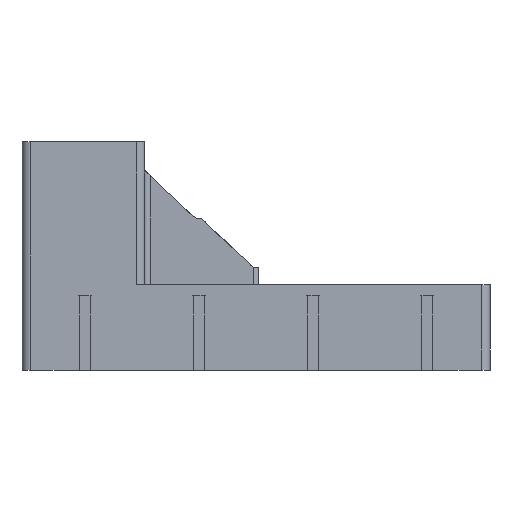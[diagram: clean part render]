
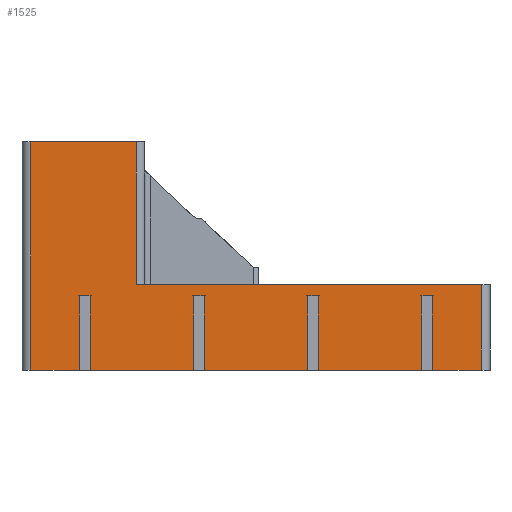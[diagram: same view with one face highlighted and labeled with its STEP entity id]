
A CAD part, left-side view. The second image highlights one B-rep face of the part: STEP entity #1525.
In plain terms, the highlighted planar face has unit normal (-1, 0, 0).
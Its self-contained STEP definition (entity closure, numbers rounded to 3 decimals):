
#252 = VERTEX_POINT('',#253);
#253 = CARTESIAN_POINT('',(-102.,2.,30.));
#260 = EDGE_CURVE('',#261,#252,#263,.T.);
#261 = VERTEX_POINT('',#262);
#262 = CARTESIAN_POINT('',(-102.,-1.,30.));
#263 = LINE('',#264,#265);
#264 = CARTESIAN_POINT('',(-102.,-45.675,30.));
#265 = VECTOR('',#266,1.);
#266 = DIRECTION('',(0.,1.,0.));
#268 = EDGE_CURVE('',#261,#269,#271,.T.);
#269 = VERTEX_POINT('',#270);
#270 = CARTESIAN_POINT('',(-102.,-119.,30.));
#271 = LINE('',#272,#273);
#272 = CARTESIAN_POINT('',(-102.,-1.,30.));
#273 = VECTOR('',#274,1.);
#274 = DIRECTION('',(0.,-1.,0.));
#1481 = VERTEX_POINT('',#1482);
#1482 = CARTESIAN_POINT('',(-102.,-119.,0.));
#1489 = EDGE_CURVE('',#1481,#269,#1490,.T.);
#1490 = LINE('',#1491,#1492);
#1491 = CARTESIAN_POINT('',(-102.,-119.,0.));
#1492 = VECTOR('',#1493,1.);
#1493 = DIRECTION('',(0.,0.,1.));
#1525 = ADVANCED_FACE('',(#1526),#1689,.T.);
#1526 = FACE_BOUND('',#1527,.T.);
#1527 = EDGE_LOOP('',(#1528,#1529,#1530,#1538,#1546,#1554,#1562,#1570,
    #1578,#1586,#1594,#1602,#1610,#1618,#1626,#1634,#1642,#1650,#1658,
    #1666,#1674,#1682,#1688));
#1528 = ORIENTED_EDGE('',*,*,#268,.F.);
#1529 = ORIENTED_EDGE('',*,*,#260,.T.);
#1530 = ORIENTED_EDGE('',*,*,#1531,.T.);
#1531 = EDGE_CURVE('',#252,#1532,#1534,.T.);
#1532 = VERTEX_POINT('',#1533);
#1533 = CARTESIAN_POINT('',(-102.,2.,80.));
#1534 = LINE('',#1535,#1536);
#1535 = CARTESIAN_POINT('',(-102.,2.,30.));
#1536 = VECTOR('',#1537,1.);
#1537 = DIRECTION('',(0.,0.,1.));
#1538 = ORIENTED_EDGE('',*,*,#1539,.T.);
#1539 = EDGE_CURVE('',#1532,#1540,#1542,.T.);
#1540 = VERTEX_POINT('',#1541);
#1541 = CARTESIAN_POINT('',(-102.,39.,80.));
#1542 = LINE('',#1543,#1544);
#1543 = CARTESIAN_POINT('',(-102.,-1.,80.));
#1544 = VECTOR('',#1545,1.);
#1545 = DIRECTION('',(0.,1.,0.));
#1546 = ORIENTED_EDGE('',*,*,#1547,.F.);
#1547 = EDGE_CURVE('',#1548,#1540,#1550,.T.);
#1548 = VERTEX_POINT('',#1549);
#1549 = CARTESIAN_POINT('',(-102.,39.,0.));
#1550 = LINE('',#1551,#1552);
#1551 = CARTESIAN_POINT('',(-102.,39.,0.));
#1552 = VECTOR('',#1553,1.);
#1553 = DIRECTION('',(0.,0.,1.));
#1554 = ORIENTED_EDGE('',*,*,#1555,.F.);
#1555 = EDGE_CURVE('',#1556,#1548,#1558,.T.);
#1556 = VERTEX_POINT('',#1557);
#1557 = CARTESIAN_POINT('',(-102.,21.845,0.));
#1558 = LINE('',#1559,#1560);
#1559 = CARTESIAN_POINT('',(-102.,-1.,0.));
#1560 = VECTOR('',#1561,1.);
#1561 = DIRECTION('',(0.,1.,0.));
#1562 = ORIENTED_EDGE('',*,*,#1563,.F.);
#1563 = EDGE_CURVE('',#1564,#1556,#1566,.T.);
#1564 = VERTEX_POINT('',#1565);
#1565 = CARTESIAN_POINT('',(-102.,21.845,26.));
#1566 = LINE('',#1567,#1568);
#1567 = CARTESIAN_POINT('',(-102.,21.845,13.801));
#1568 = VECTOR('',#1569,1.);
#1569 = DIRECTION('',(0.,0.,-1.));
#1570 = ORIENTED_EDGE('',*,*,#1571,.T.);
#1571 = EDGE_CURVE('',#1564,#1572,#1574,.T.);
#1572 = VERTEX_POINT('',#1573);
#1573 = CARTESIAN_POINT('',(-102.,18.155,26.));
#1574 = LINE('',#1575,#1576);
#1575 = CARTESIAN_POINT('',(-102.,-3.801,26.));
#1576 = VECTOR('',#1577,1.);
#1577 = DIRECTION('',(0.,-1.,0.));
#1578 = ORIENTED_EDGE('',*,*,#1579,.F.);
#1579 = EDGE_CURVE('',#1580,#1572,#1582,.T.);
#1580 = VERTEX_POINT('',#1581);
#1581 = CARTESIAN_POINT('',(-102.,18.155,0.));
#1582 = LINE('',#1583,#1584);
#1583 = CARTESIAN_POINT('',(-102.,18.155,13.801));
#1584 = VECTOR('',#1585,1.);
#1585 = DIRECTION('',(0.,0.,1.));
#1586 = ORIENTED_EDGE('',*,*,#1587,.F.);
#1587 = EDGE_CURVE('',#1588,#1580,#1590,.T.);
#1588 = VERTEX_POINT('',#1589);
#1589 = CARTESIAN_POINT('',(-102.,-18.155,0.));
#1590 = LINE('',#1591,#1592);
#1591 = CARTESIAN_POINT('',(-102.,-1.,0.));
#1592 = VECTOR('',#1593,1.);
#1593 = DIRECTION('',(0.,1.,0.));
#1594 = ORIENTED_EDGE('',*,*,#1595,.F.);
#1595 = EDGE_CURVE('',#1596,#1588,#1598,.T.);
#1596 = VERTEX_POINT('',#1597);
#1597 = CARTESIAN_POINT('',(-102.,-18.155,26.));
#1598 = LINE('',#1599,#1600);
#1599 = CARTESIAN_POINT('',(-102.,-18.155,13.801));
#1600 = VECTOR('',#1601,1.);
#1601 = DIRECTION('',(0.,0.,-1.));
#1602 = ORIENTED_EDGE('',*,*,#1603,.T.);
#1603 = EDGE_CURVE('',#1596,#1604,#1606,.T.);
#1604 = VERTEX_POINT('',#1605);
#1605 = CARTESIAN_POINT('',(-102.,-21.845,26.));
#1606 = LINE('',#1607,#1608);
#1607 = CARTESIAN_POINT('',(-102.,-23.801,26.));
#1608 = VECTOR('',#1609,1.);
#1609 = DIRECTION('',(0.,-1.,0.));
#1610 = ORIENTED_EDGE('',*,*,#1611,.F.);
#1611 = EDGE_CURVE('',#1612,#1604,#1614,.T.);
#1612 = VERTEX_POINT('',#1613);
#1613 = CARTESIAN_POINT('',(-102.,-21.845,0.));
#1614 = LINE('',#1615,#1616);
#1615 = CARTESIAN_POINT('',(-102.,-21.845,13.801));
#1616 = VECTOR('',#1617,1.);
#1617 = DIRECTION('',(0.,0.,1.));
#1618 = ORIENTED_EDGE('',*,*,#1619,.F.);
#1619 = EDGE_CURVE('',#1620,#1612,#1622,.T.);
#1620 = VERTEX_POINT('',#1621);
#1621 = CARTESIAN_POINT('',(-102.,-58.155,0.));
#1622 = LINE('',#1623,#1624);
#1623 = CARTESIAN_POINT('',(-102.,-1.,0.));
#1624 = VECTOR('',#1625,1.);
#1625 = DIRECTION('',(0.,1.,0.));
#1626 = ORIENTED_EDGE('',*,*,#1627,.F.);
#1627 = EDGE_CURVE('',#1628,#1620,#1630,.T.);
#1628 = VERTEX_POINT('',#1629);
#1629 = CARTESIAN_POINT('',(-102.,-58.155,26.));
#1630 = LINE('',#1631,#1632);
#1631 = CARTESIAN_POINT('',(-102.,-58.155,13.801));
#1632 = VECTOR('',#1633,1.);
#1633 = DIRECTION('',(0.,0.,-1.));
#1634 = ORIENTED_EDGE('',*,*,#1635,.T.);
#1635 = EDGE_CURVE('',#1628,#1636,#1638,.T.);
#1636 = VERTEX_POINT('',#1637);
#1637 = CARTESIAN_POINT('',(-102.,-61.845,26.));
#1638 = LINE('',#1639,#1640);
#1639 = CARTESIAN_POINT('',(-102.,-43.801,26.));
#1640 = VECTOR('',#1641,1.);
#1641 = DIRECTION('',(0.,-1.,0.));
#1642 = ORIENTED_EDGE('',*,*,#1643,.F.);
#1643 = EDGE_CURVE('',#1644,#1636,#1646,.T.);
#1644 = VERTEX_POINT('',#1645);
#1645 = CARTESIAN_POINT('',(-102.,-61.845,0.));
#1646 = LINE('',#1647,#1648);
#1647 = CARTESIAN_POINT('',(-102.,-61.845,13.801));
#1648 = VECTOR('',#1649,1.);
#1649 = DIRECTION('',(0.,0.,1.));
#1650 = ORIENTED_EDGE('',*,*,#1651,.F.);
#1651 = EDGE_CURVE('',#1652,#1644,#1654,.T.);
#1652 = VERTEX_POINT('',#1653);
#1653 = CARTESIAN_POINT('',(-102.,-98.155,0.));
#1654 = LINE('',#1655,#1656);
#1655 = CARTESIAN_POINT('',(-102.,-1.,0.));
#1656 = VECTOR('',#1657,1.);
#1657 = DIRECTION('',(0.,1.,0.));
#1658 = ORIENTED_EDGE('',*,*,#1659,.F.);
#1659 = EDGE_CURVE('',#1660,#1652,#1662,.T.);
#1660 = VERTEX_POINT('',#1661);
#1661 = CARTESIAN_POINT('',(-102.,-98.155,26.));
#1662 = LINE('',#1663,#1664);
#1663 = CARTESIAN_POINT('',(-102.,-98.155,13.801));
#1664 = VECTOR('',#1665,1.);
#1665 = DIRECTION('',(0.,0.,-1.));
#1666 = ORIENTED_EDGE('',*,*,#1667,.T.);
#1667 = EDGE_CURVE('',#1660,#1668,#1670,.T.);
#1668 = VERTEX_POINT('',#1669);
#1669 = CARTESIAN_POINT('',(-102.,-101.845,26.));
#1670 = LINE('',#1671,#1672);
#1671 = CARTESIAN_POINT('',(-102.,-63.801,26.));
#1672 = VECTOR('',#1673,1.);
#1673 = DIRECTION('',(0.,-1.,0.));
#1674 = ORIENTED_EDGE('',*,*,#1675,.F.);
#1675 = EDGE_CURVE('',#1676,#1668,#1678,.T.);
#1676 = VERTEX_POINT('',#1677);
#1677 = CARTESIAN_POINT('',(-102.,-101.845,0.));
#1678 = LINE('',#1679,#1680);
#1679 = CARTESIAN_POINT('',(-102.,-101.845,13.801));
#1680 = VECTOR('',#1681,1.);
#1681 = DIRECTION('',(0.,0.,1.));
#1682 = ORIENTED_EDGE('',*,*,#1683,.F.);
#1683 = EDGE_CURVE('',#1481,#1676,#1684,.T.);
#1684 = LINE('',#1685,#1686);
#1685 = CARTESIAN_POINT('',(-102.,-1.,0.));
#1686 = VECTOR('',#1687,1.);
#1687 = DIRECTION('',(0.,1.,0.));
#1688 = ORIENTED_EDGE('',*,*,#1489,.T.);
#1689 = PLANE('',#1690);
#1690 = AXIS2_PLACEMENT_3D('',#1691,#1692,#1693);
#1691 = CARTESIAN_POINT('',(-102.,-27.602,27.602));
#1692 = DIRECTION('',(-1.,0.,0.));
#1693 = DIRECTION('',(0.,0.,-1.));
